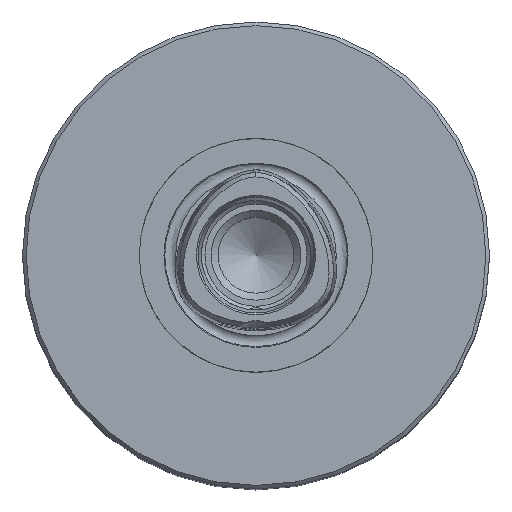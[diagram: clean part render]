
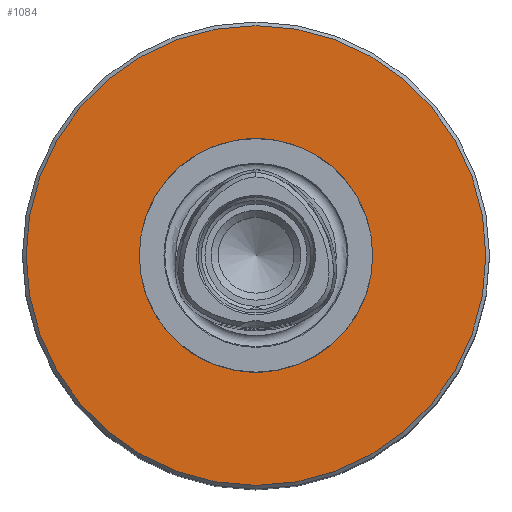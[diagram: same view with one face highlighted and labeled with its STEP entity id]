
A CAD part, top view. The second image highlights one B-rep face of the part: STEP entity #1084.
In plain terms, the highlighted planar face has unit normal (0, 0, 1).
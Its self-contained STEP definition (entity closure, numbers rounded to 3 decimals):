
#37=FACE_BOUND('',#315,.T.);
#48=PLANE('',#1180);
#91=CIRCLE('',#1179,31.5);
#92=CIRCLE('',#1181,16.);
#93=CIRCLE('',#1182,16.);
#249=FACE_OUTER_BOUND('',#314,.T.);
#314=EDGE_LOOP('',(#775));
#315=EDGE_LOOP('',(#776,#777));
#460=VERTEX_POINT('',#1726);
#461=VERTEX_POINT('',#1730);
#462=VERTEX_POINT('',#1731);
#584=EDGE_CURVE('',#460,#460,#91,.T.);
#585=EDGE_CURVE('',#461,#462,#92,.T.);
#586=EDGE_CURVE('',#462,#461,#93,.T.);
#775=ORIENTED_EDGE('',*,*,#584,.F.);
#776=ORIENTED_EDGE('',*,*,#585,.T.);
#777=ORIENTED_EDGE('',*,*,#586,.T.);
#1084=ADVANCED_FACE('',(#249,#37),#48,.T.);
#1179=AXIS2_PLACEMENT_3D('',#1728,#1335,#1336);
#1180=AXIS2_PLACEMENT_3D('',#1729,#1337,#1338);
#1181=AXIS2_PLACEMENT_3D('',#1732,#1339,#1340);
#1182=AXIS2_PLACEMENT_3D('',#1733,#1341,#1342);
#1335=DIRECTION('center_axis',(0.,0.,-1.));
#1336=DIRECTION('ref_axis',(0.,-1.,0.));
#1337=DIRECTION('center_axis',(0.,0.,1.));
#1338=DIRECTION('ref_axis',(1.,0.,0.));
#1339=DIRECTION('center_axis',(0.,0.,-1.));
#1340=DIRECTION('ref_axis',(1.,0.,0.));
#1341=DIRECTION('center_axis',(0.,0.,-1.));
#1342=DIRECTION('ref_axis',(1.,0.,0.));
#1726=CARTESIAN_POINT('',(0.,31.5,-18.));
#1728=CARTESIAN_POINT('Origin',(0.,0.,-18.));
#1729=CARTESIAN_POINT('Origin',(0.,32.,-18.));
#1730=CARTESIAN_POINT('',(0.,16.,-18.));
#1731=CARTESIAN_POINT('',(-16.,0.,-18.));
#1732=CARTESIAN_POINT('Origin',(0.,0.,-18.));
#1733=CARTESIAN_POINT('Origin',(0.,0.,-18.));
